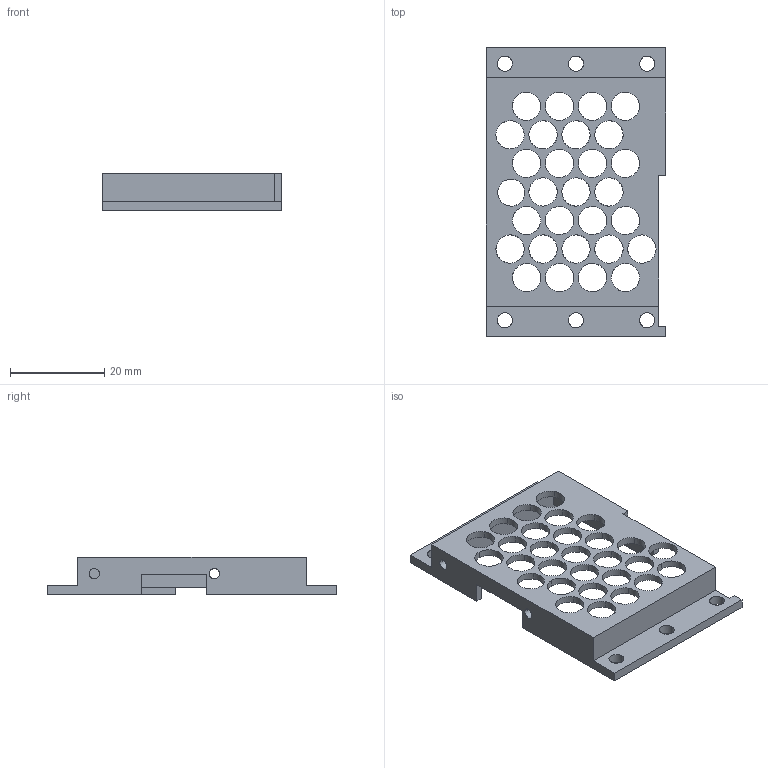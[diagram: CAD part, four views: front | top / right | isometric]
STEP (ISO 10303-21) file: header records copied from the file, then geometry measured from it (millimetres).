
FILE_DESCRIPTION(/* description */ (''),/* implementation_level */ '2;1');
FILE_NAME(/* name */ 'OB_Z_A~2',/* time_stamp */ '2025-12-02T23:16:57+08:00',/* author */ (''),/* organization */ (''),/* preprocessor_version */ 'ST-DEVELOPER v16.5',/* originating_system */ '',/* authorisation */ '');
FILE_SCHEMA (('CONFIG_CONTROL_DESIGN'));
Length unit declared in the file: millimetre
Products named in the file (1): Document
Bounding box: 38.2 x 61.5 x 8 mm (x, y, z)
Volume: 3983.6 mm3; surface area: 6014.7 mm2
Topology: 1 solids, 1 shells, 121 faces, 352 edges, 231 vertices
Faces by surface type: cylinder 84, plane 37
Entity records: 3903 total; most frequent: CARTESIAN_POINT 1548, ORIENTED_EDGE 704, EDGE_CURVE 352, VERTEX_POINT 231, EDGE_LOOP 197, DIRECTION 125, AXIS2_PLACEMENT_3D 123, ADVANCED_FACE 121
